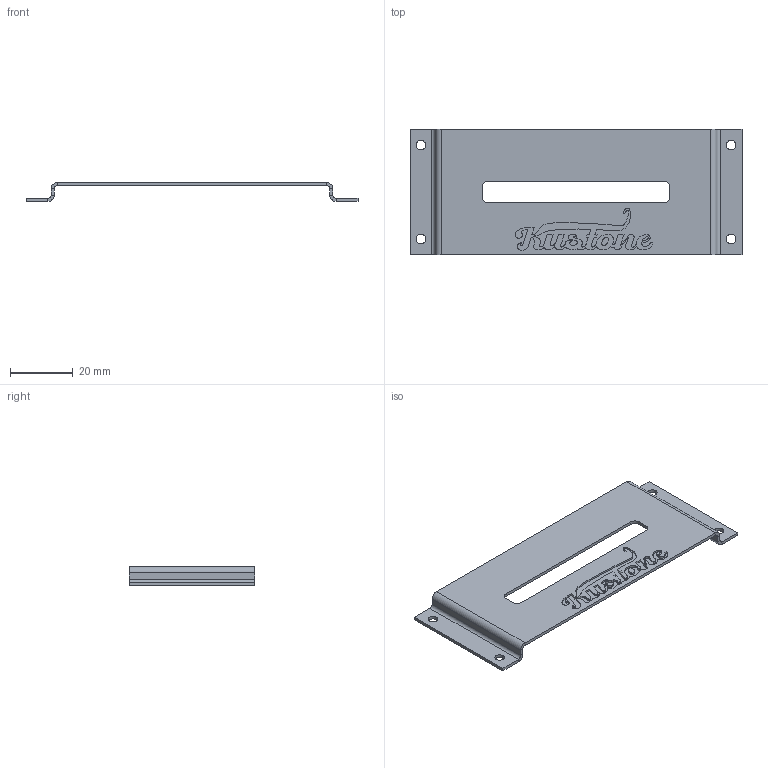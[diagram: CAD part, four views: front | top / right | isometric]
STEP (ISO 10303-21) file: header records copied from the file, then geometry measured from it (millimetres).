
FILE_DESCRIPTION(/* description */ (''),/* implementation_level */ '2;1');
FILE_NAME(/* name */ 'cache micro kustone.step',/* time_stamp */ '2022-02-04T09:41:44+01:00',/* author */ (''),/* organization */ (''),/* preprocessor_version */ 'ST-DEVELOPER v18.1',/* originating_system */ 'Autodesk Translation Framework v10.13.0.1454',/* authorisation */ '');
FILE_SCHEMA (('AUTOMOTIVE_DESIGN { 1 0 10303 214 3 1 1 }'));
Length unit declared in the file: millimetre
Products named in the file (1): plaque ok
Bounding box: 106 x 40 x 6 mm (x, y, z)
Volume: 3973.9 mm3; surface area: 8832.2 mm2
Topology: 1 solids, 1 shells, 241 faces, 673 edges, 438 vertices
Faces by surface type: bspline 161, plane 64, cylinder 16
Full cylindrical faces by diameter (mm): 3 x4
Entity records: 8099 total; most frequent: CARTESIAN_POINT 3446, ORIENTED_EDGE 1346, EDGE_CURVE 673, DIRECTION 545, VERTEX_POINT 438, LINE 319, VECTOR 319, EDGE_LOOP 255
